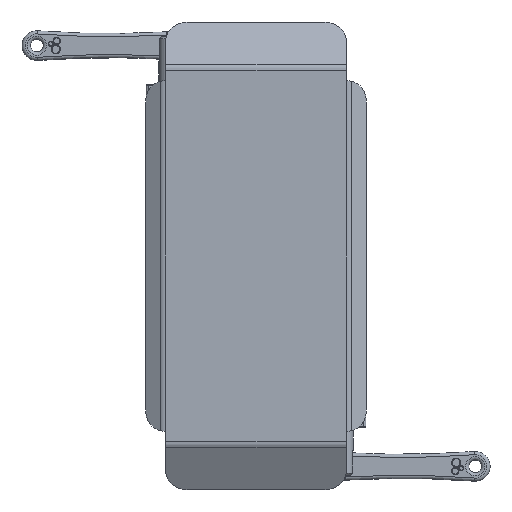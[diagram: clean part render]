
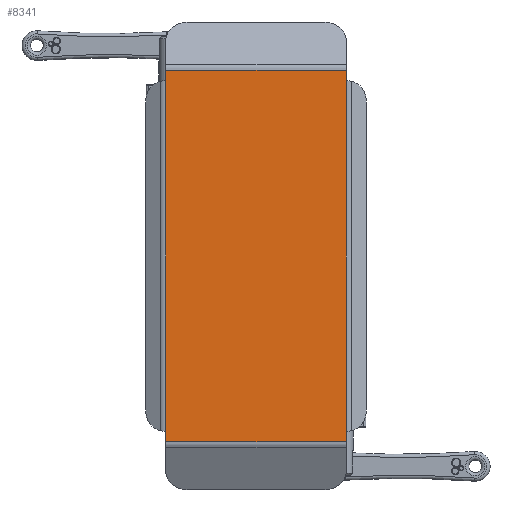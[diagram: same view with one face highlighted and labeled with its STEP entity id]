
A CAD part, front view. The second image highlights one B-rep face of the part: STEP entity #8341.
In plain terms, the highlighted face is planar.
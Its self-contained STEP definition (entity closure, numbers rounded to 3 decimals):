
#855=LINE('',#12848,#1388);
#856=LINE('',#12850,#1389);
#857=LINE('',#12852,#1390);
#858=LINE('',#12854,#1391);
#859=LINE('',#12856,#1392);
#860=LINE('',#12858,#1393);
#861=LINE('',#12860,#1394);
#862=LINE('',#12862,#1395);
#863=LINE('',#12864,#1396);
#864=LINE('',#12866,#1397);
#865=LINE('',#12868,#1398);
#866=LINE('',#12870,#1399);
#867=LINE('',#12872,#1400);
#868=LINE('',#12874,#1401);
#869=LINE('',#12876,#1402);
#870=LINE('',#12878,#1403);
#871=LINE('',#12880,#1404);
#872=LINE('',#12882,#1405);
#873=LINE('',#12884,#1406);
#874=LINE('',#12885,#1407);
#1388=VECTOR('',#10122,10.);
#1389=VECTOR('',#10123,10.);
#1390=VECTOR('',#10124,10.);
#1391=VECTOR('',#10125,10.);
#1392=VECTOR('',#10126,10.);
#1393=VECTOR('',#10127,10.);
#1394=VECTOR('',#10128,10.);
#1395=VECTOR('',#10129,10.);
#1396=VECTOR('',#10130,10.);
#1397=VECTOR('',#10131,10.);
#1398=VECTOR('',#10132,10.);
#1399=VECTOR('',#10133,10.);
#1400=VECTOR('',#10134,10.);
#1401=VECTOR('',#10135,10.);
#1402=VECTOR('',#10136,10.);
#1403=VECTOR('',#10137,10.);
#1404=VECTOR('',#10138,10.);
#1405=VECTOR('',#10139,10.);
#1406=VECTOR('',#10140,10.);
#1407=VECTOR('',#10141,10.);
#1925=FACE_OUTER_BOUND('',#2511,.T.);
#2511=EDGE_LOOP('',(#5685,#5686,#5687,#5688,#5689,#5690,#5691,#5692,#5693,
#5694,#5695,#5696,#5697,#5698,#5699,#5700,#5701,#5702,#5703,#5704));
#3683=VERTEX_POINT('',#12846);
#3684=VERTEX_POINT('',#12847);
#3685=VERTEX_POINT('',#12849);
#3686=VERTEX_POINT('',#12851);
#3687=VERTEX_POINT('',#12853);
#3688=VERTEX_POINT('',#12855);
#3689=VERTEX_POINT('',#12857);
#3690=VERTEX_POINT('',#12859);
#3691=VERTEX_POINT('',#12861);
#3692=VERTEX_POINT('',#12863);
#3693=VERTEX_POINT('',#12865);
#3694=VERTEX_POINT('',#12867);
#3695=VERTEX_POINT('',#12869);
#3696=VERTEX_POINT('',#12871);
#3697=VERTEX_POINT('',#12873);
#3698=VERTEX_POINT('',#12875);
#3699=VERTEX_POINT('',#12877);
#3700=VERTEX_POINT('',#12879);
#3701=VERTEX_POINT('',#12881);
#3702=VERTEX_POINT('',#12883);
#4448=EDGE_CURVE('',#3683,#3684,#855,.T.);
#4449=EDGE_CURVE('',#3684,#3685,#856,.T.);
#4450=EDGE_CURVE('',#3685,#3686,#857,.T.);
#4451=EDGE_CURVE('',#3686,#3687,#858,.T.);
#4452=EDGE_CURVE('',#3687,#3688,#859,.T.);
#4453=EDGE_CURVE('',#3688,#3689,#860,.T.);
#4454=EDGE_CURVE('',#3689,#3690,#861,.T.);
#4455=EDGE_CURVE('',#3690,#3691,#862,.T.);
#4456=EDGE_CURVE('',#3691,#3692,#863,.T.);
#4457=EDGE_CURVE('',#3692,#3693,#864,.T.);
#4458=EDGE_CURVE('',#3693,#3694,#865,.T.);
#4459=EDGE_CURVE('',#3694,#3695,#866,.T.);
#4460=EDGE_CURVE('',#3695,#3696,#867,.T.);
#4461=EDGE_CURVE('',#3696,#3697,#868,.T.);
#4462=EDGE_CURVE('',#3697,#3698,#869,.T.);
#4463=EDGE_CURVE('',#3698,#3699,#870,.T.);
#4464=EDGE_CURVE('',#3699,#3700,#871,.T.);
#4465=EDGE_CURVE('',#3700,#3701,#872,.T.);
#4466=EDGE_CURVE('',#3701,#3702,#873,.T.);
#4467=EDGE_CURVE('',#3702,#3683,#874,.T.);
#5685=ORIENTED_EDGE('',*,*,#4448,.T.);
#5686=ORIENTED_EDGE('',*,*,#4449,.T.);
#5687=ORIENTED_EDGE('',*,*,#4450,.T.);
#5688=ORIENTED_EDGE('',*,*,#4451,.T.);
#5689=ORIENTED_EDGE('',*,*,#4452,.T.);
#5690=ORIENTED_EDGE('',*,*,#4453,.T.);
#5691=ORIENTED_EDGE('',*,*,#4454,.T.);
#5692=ORIENTED_EDGE('',*,*,#4455,.T.);
#5693=ORIENTED_EDGE('',*,*,#4456,.T.);
#5694=ORIENTED_EDGE('',*,*,#4457,.T.);
#5695=ORIENTED_EDGE('',*,*,#4458,.T.);
#5696=ORIENTED_EDGE('',*,*,#4459,.T.);
#5697=ORIENTED_EDGE('',*,*,#4460,.T.);
#5698=ORIENTED_EDGE('',*,*,#4461,.T.);
#5699=ORIENTED_EDGE('',*,*,#4462,.T.);
#5700=ORIENTED_EDGE('',*,*,#4463,.T.);
#5701=ORIENTED_EDGE('',*,*,#4464,.T.);
#5702=ORIENTED_EDGE('',*,*,#4465,.T.);
#5703=ORIENTED_EDGE('',*,*,#4466,.T.);
#5704=ORIENTED_EDGE('',*,*,#4467,.T.);
#8159=PLANE('',#9011);
#8341=ADVANCED_FACE('',(#1925),#8159,.F.);
#9011=AXIS2_PLACEMENT_3D('',#12845,#10120,#10121);
#10120=DIRECTION('center_axis',(0.,0.,1.));
#10121=DIRECTION('ref_axis',(1.,0.,0.));
#10122=DIRECTION('',(0.,-1.,0.));
#10123=DIRECTION('',(-1.,0.,0.));
#10124=DIRECTION('',(0.,1.,0.));
#10125=DIRECTION('',(1.,0.,0.));
#10126=DIRECTION('',(0.,-1.,0.));
#10127=DIRECTION('',(1.,0.,0.));
#10128=DIRECTION('',(0.,1.,0.));
#10129=DIRECTION('',(1.,0.,0.));
#10130=DIRECTION('',(0.,-1.,0.));
#10131=DIRECTION('',(1.,0.,0.));
#10132=DIRECTION('',(0.,1.,0.));
#10133=DIRECTION('',(1.,0.,0.));
#10134=DIRECTION('',(0.,-1.,0.));
#10135=DIRECTION('',(-1.,0.,0.));
#10136=DIRECTION('',(0.,1.,0.));
#10137=DIRECTION('',(-1.,0.,0.));
#10138=DIRECTION('',(0.,-1.,0.));
#10139=DIRECTION('',(-1.,0.,0.));
#10140=DIRECTION('',(0.,1.,0.));
#10141=DIRECTION('',(-1.,0.,0.));
#12845=CARTESIAN_POINT('Origin',(-107.7,35.,0.));
#12846=CARTESIAN_POINT('',(-165.01,-84.99,0.));
#12847=CARTESIAN_POINT('',(-165.01,-85.,0.));
#12848=CARTESIAN_POINT('',(-165.01,-42.495,0.));
#12849=CARTESIAN_POINT('',(-175.,-85.,0.));
#12850=CARTESIAN_POINT('',(225.,-85.,0.));
#12851=CARTESIAN_POINT('',(-175.,85.,0.));
#12852=CARTESIAN_POINT('',(-175.,-42.5,0.));
#12853=CARTESIAN_POINT('',(-165.01,85.,0.));
#12854=CARTESIAN_POINT('',(-225.,85.,0.));
#12855=CARTESIAN_POINT('',(-165.01,84.99,0.));
#12856=CARTESIAN_POINT('',(-165.01,44.39,0.));
#12857=CARTESIAN_POINT('',(-165.,84.99,0.));
#12858=CARTESIAN_POINT('',(-82.505,84.99,0.));
#12859=CARTESIAN_POINT('',(-165.,85.,0.));
#12860=CARTESIAN_POINT('',(-165.,42.495,0.));
#12861=CARTESIAN_POINT('',(165.,85.,0.));
#12862=CARTESIAN_POINT('',(-225.,85.,0.));
#12863=CARTESIAN_POINT('',(165.,84.99,0.));
#12864=CARTESIAN_POINT('',(165.,44.39,0.));
#12865=CARTESIAN_POINT('',(165.01,84.99,0.));
#12866=CARTESIAN_POINT('',(82.5,84.99,0.));
#12867=CARTESIAN_POINT('',(165.01,85.,0.));
#12868=CARTESIAN_POINT('',(165.01,42.495,0.));
#12869=CARTESIAN_POINT('',(175.,85.,0.));
#12870=CARTESIAN_POINT('',(-225.,85.,0.));
#12871=CARTESIAN_POINT('',(175.,-85.,0.));
#12872=CARTESIAN_POINT('',(175.,42.5,0.));
#12873=CARTESIAN_POINT('',(165.01,-85.,0.));
#12874=CARTESIAN_POINT('',(225.,-85.,0.));
#12875=CARTESIAN_POINT('',(165.01,-84.99,0.));
#12876=CARTESIAN_POINT('',(165.01,-44.39,0.));
#12877=CARTESIAN_POINT('',(165.,-84.99,0.));
#12878=CARTESIAN_POINT('',(82.505,-84.99,0.));
#12879=CARTESIAN_POINT('',(165.,-85.,0.));
#12880=CARTESIAN_POINT('',(165.,-42.495,0.));
#12881=CARTESIAN_POINT('',(-165.,-85.,0.));
#12882=CARTESIAN_POINT('',(225.,-85.,0.));
#12883=CARTESIAN_POINT('',(-165.,-84.99,0.));
#12884=CARTESIAN_POINT('',(-165.,-44.39,0.));
#12885=CARTESIAN_POINT('',(-82.5,-84.99,0.));
